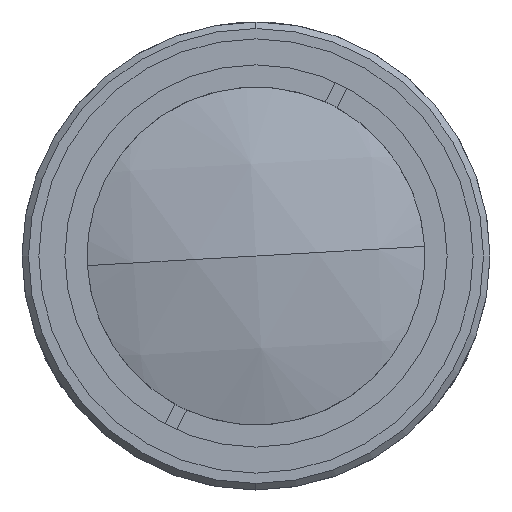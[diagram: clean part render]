
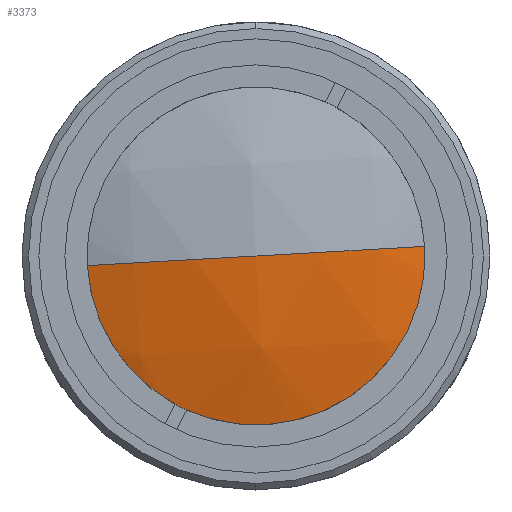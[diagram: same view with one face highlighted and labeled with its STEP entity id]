
A CAD part, left-side view. The second image highlights one B-rep face of the part: STEP entity #3373.
In plain terms, the highlighted spherical face has radius 43.203 mm.
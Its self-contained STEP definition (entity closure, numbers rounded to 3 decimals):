
#422 = EDGE_LOOP ( 'NONE', ( #2329, #3444, #744 ) ) ;
#511 = EDGE_CURVE ( 'NONE', #1087, #3216, #3917, .T. ) ;
#518 = DIRECTION ( 'NONE',  ( -1., 0., 0. ) ) ;
#723 = FACE_OUTER_BOUND ( 'NONE', #422, .T. ) ;
#744 = ORIENTED_EDGE ( 'NONE', *, *, #784, .F. ) ;
#784 = EDGE_CURVE ( 'NONE', #1657, #3216, #3015, .T. ) ;
#970 = CARTESIAN_POINT ( 'NONE',  ( 9., 0., 0. ) ) ;
#1087 = VERTEX_POINT ( 'NONE', #1175 ) ;
#1126 = DIRECTION ( 'NONE',  ( 0., 0.998, -0.057 ) ) ;
#1130 = DIRECTION ( 'NONE',  ( 0., 0.057, 0.998 ) ) ;
#1175 = CARTESIAN_POINT ( 'NONE',  ( 11.331, -13.977, 0.794 ) ) ;
#1299 = CARTESIAN_POINT ( 'NONE',  ( 52.203, 0., 0. ) ) ;
#1485 = CIRCLE ( 'NONE', #1846, 14. ) ;
#1523 = CARTESIAN_POINT ( 'NONE',  ( 52.203, 0., 0. ) ) ;
#1657 = VERTEX_POINT ( 'NONE', #4372 ) ;
#1833 = AXIS2_PLACEMENT_3D ( 'NONE', #1299, #3432, #2416 ) ;
#1846 = AXIS2_PLACEMENT_3D ( 'NONE', #1931, #518, #1130 ) ;
#1931 = CARTESIAN_POINT ( 'NONE',  ( 11.331, 0., 0. ) ) ;
#1992 = AXIS2_PLACEMENT_3D ( 'NONE', #2554, #3963, #1126 ) ;
#2151 = SPHERICAL_SURFACE ( 'NONE', #3100, 43.203 ) ;
#2329 = ORIENTED_EDGE ( 'NONE', *, *, #4357, .T. ) ;
#2416 = DIRECTION ( 'NONE',  ( 0., -0.998, 0.057 ) ) ;
#2554 = CARTESIAN_POINT ( 'NONE',  ( 52.203, 0., 0. ) ) ;
#3015 = CIRCLE ( 'NONE', #1833, 43.203 ) ;
#3100 = AXIS2_PLACEMENT_3D ( 'NONE', #1523, #3909, #3629 ) ;
#3216 = VERTEX_POINT ( 'NONE', #970 ) ;
#3373 = ADVANCED_FACE ( 'NONE', ( #723 ), #2151, .T. ) ;
#3432 = DIRECTION ( 'NONE',  ( 0., 0.057, 0.998 ) ) ;
#3444 = ORIENTED_EDGE ( 'NONE', *, *, #511, .T. ) ;
#3629 = DIRECTION ( 'NONE',  ( 0., 0.998, -0.057 ) ) ;
#3909 = DIRECTION ( 'NONE',  ( 0., -0.057, -0.998 ) ) ;
#3917 = CIRCLE ( 'NONE', #1992, 43.203 ) ;
#3963 = DIRECTION ( 'NONE',  ( 0., -0.057, -0.998 ) ) ;
#4357 = EDGE_CURVE ( 'NONE', #1657, #1087, #1485, .T. ) ;
#4372 = CARTESIAN_POINT ( 'NONE',  ( 11.331, 13.977, -0.794 ) ) ;
